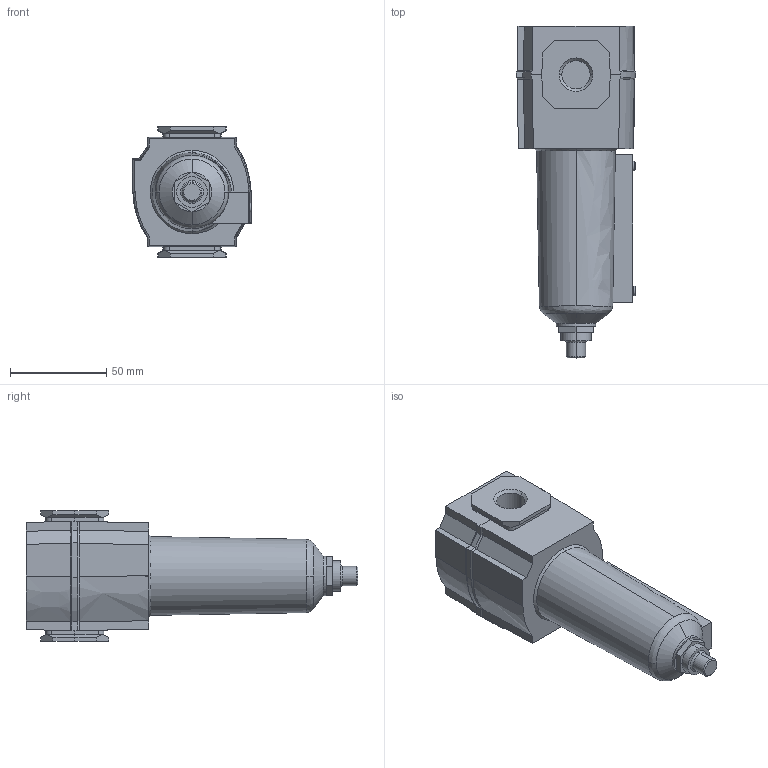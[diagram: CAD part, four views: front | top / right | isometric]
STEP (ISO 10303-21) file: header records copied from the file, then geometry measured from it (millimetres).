
FILE_DESCRIPTION (( 'STEP AP214' ), '1' );
FILE_NAME ('Norgren-F73G-3AN-AD3.step', '2019-03-03T01:34:38', ( '' ), ( '' ), 'SwSTEP 2.0', 'SolidWorks 2019', '' );
FILE_SCHEMA (( 'AUTOMOTIVE_DESIGN' ));
Length unit declared in the file: millimetre
Products named in the file (6): Norgren-F73G-3AN-AD3; Norgren-F73G-3AN-AD3_F73GC_ss_59; Norgren-F73G-3AN-AD3_F73GC_ss_75; Norgren-F73G-3AN-AD3_F73GC_73g-3_N; Norgren-F73G-3AN-AD3_F73GC_ss_24_A; Norgren-F73G-3AN-AD3_F73GC_73d_A
Assembly tree (5 placements, depth 3):
  Norgren-F73G-3AN-AD3
    Norgren-F73G-3AN-AD3_F73GC_73g-3_N
      Norgren-F73G-3AN-AD3_F73GC_ss_59
    Norgren-F73G-3AN-AD3_F73GC_73d_A
      Norgren-F73G-3AN-AD3_F73GC_ss_24_A
      Norgren-F73G-3AN-AD3_F73GC_ss_75
Bounding box: 62.3 x 172.8 x 68 mm (x, y, z)
Volume: 328022.8 mm3; surface area: 40860 mm2
Topology: 3 solids, 3 shells, 203 faces, 498 edges, 309 vertices
Faces by surface type: plane 145, cylinder 26, bspline 24, cone 6, torus 2
Entity records: 8347 total; most frequent: CARTESIAN_POINT 1793, ORIENTED_EDGE 996, DIRECTION 918, EDGE_CURVE 498, LINE 382, VECTOR 382, VERTEX_POINT 309, AXIS2_PLACEMENT_3D 268
